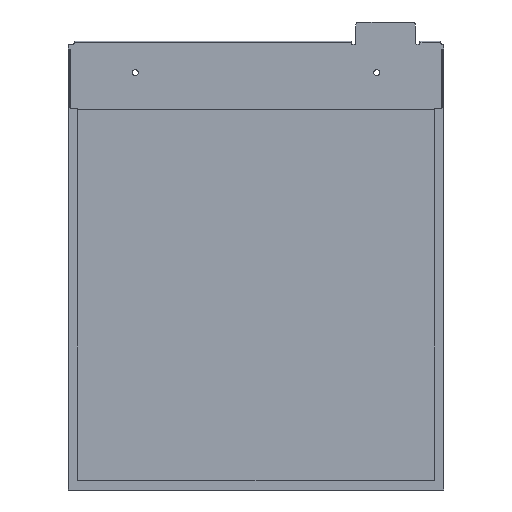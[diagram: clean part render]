
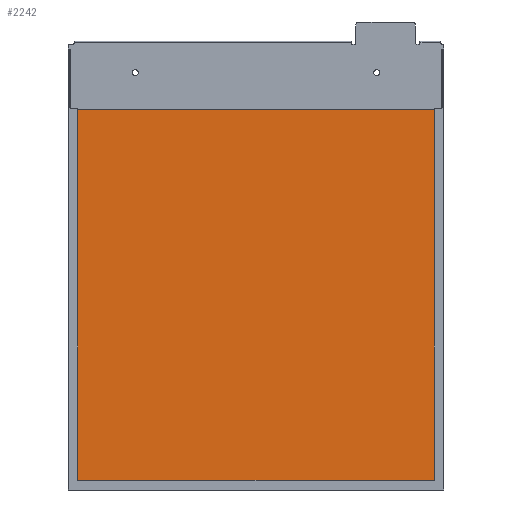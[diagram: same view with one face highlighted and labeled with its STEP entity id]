
A CAD part, front view. The second image highlights one B-rep face of the part: STEP entity #2242.
In plain terms, the highlighted face is planar.
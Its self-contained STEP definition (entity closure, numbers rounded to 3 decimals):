
#98=PLANE('',#2529);
#226=FACE_OUTER_BOUND('',#349,.T.);
#349=EDGE_LOOP('',(#2049,#2050,#2051,#2052));
#555=LINE('',#3916,#766);
#557=LINE('',#3920,#768);
#558=LINE('',#3922,#769);
#559=LINE('',#3923,#770);
#766=VECTOR('',#3179,1.);
#768=VECTOR('',#3183,1.);
#769=VECTOR('',#3184,1.);
#770=VECTOR('',#3185,1.);
#1087=VERTEX_POINT('',#3913);
#1088=VERTEX_POINT('',#3915);
#1089=VERTEX_POINT('',#3919);
#1090=VERTEX_POINT('',#3921);
#1411=EDGE_CURVE('',#1088,#1087,#555,.T.);
#1413=EDGE_CURVE('',#1087,#1089,#557,.T.);
#1414=EDGE_CURVE('',#1090,#1089,#558,.T.);
#1415=EDGE_CURVE('',#1090,#1088,#559,.T.);
#2049=ORIENTED_EDGE('',*,*,#1413,.T.);
#2050=ORIENTED_EDGE('',*,*,#1414,.F.);
#2051=ORIENTED_EDGE('',*,*,#1415,.T.);
#2052=ORIENTED_EDGE('',*,*,#1411,.T.);
#2242=ADVANCED_FACE('',(#226),#98,.T.);
#2529=AXIS2_PLACEMENT_3D('',#3918,#3181,#3182);
#3179=DIRECTION('',(0.,0.,1.));
#3181=DIRECTION('center_axis',(0.,1.,0.));
#3182=DIRECTION('ref_axis',(0.,0.,
-1.));
#3183=DIRECTION('',(1.,0.,0.));
#3184=DIRECTION('',(0.,0.,1.));
#3185=DIRECTION('',(-1.,0.,0.));
#3913=CARTESIAN_POINT('',(295.294,120.071,246.777));
#3915=CARTESIAN_POINT('',(295.294,120.071,-7.223));
#3916=CARTESIAN_POINT('',(295.294,120.071,-7.223));
#3918=CARTESIAN_POINT('Origin',(295.294,120.071,-7.223));
#3919=CARTESIAN_POINT('',(544.294,120.071,246.777));
#3920=CARTESIAN_POINT('',(544.294,120.071,246.777));
#3921=CARTESIAN_POINT('',(544.294,120.071,-7.223));
#3922=CARTESIAN_POINT('',(544.294,120.071,-7.223));
#3923=CARTESIAN_POINT('',(544.294,120.071,-7.223));
